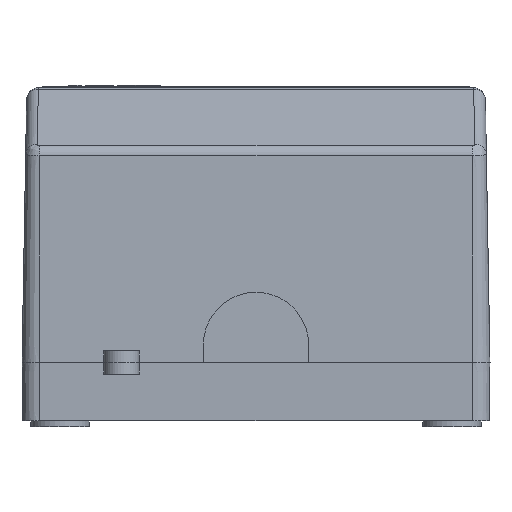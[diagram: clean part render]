
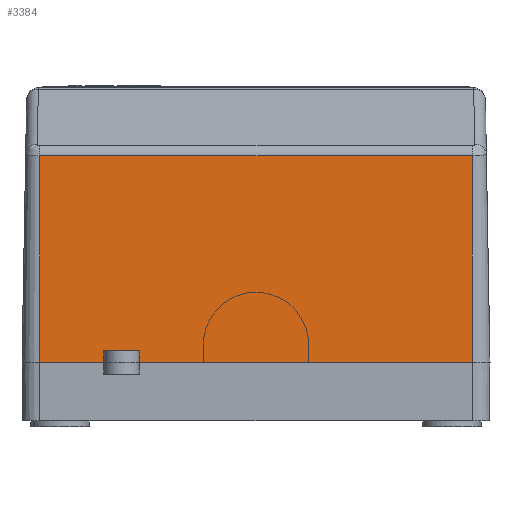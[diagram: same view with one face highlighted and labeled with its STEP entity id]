
A CAD part, front view. The second image highlights one B-rep face of the part: STEP entity #3384.
In plain terms, the highlighted planar face has unit normal (0, -1, 0.018).
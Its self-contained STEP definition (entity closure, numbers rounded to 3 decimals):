
#52 = LINE ( 'NONE', #7862, #6803 ) ;
#90 = CARTESIAN_POINT ( 'NONE',  ( -26., -61.68, 57. ) ) ;
#220 = VECTOR ( 'NONE', #780, 1000. ) ;
#222 = CARTESIAN_POINT ( 'NONE',  ( -26., -62.465, 12. ) ) ;
#279 = EDGE_CURVE ( 'NONE', #3445, #3837, #2213, .T. ) ;
#390 = LINE ( 'NONE', #6093, #5526 ) ;
#603 = VECTOR ( 'NONE', #1535, 1000. ) ;
#780 = DIRECTION ( 'NONE',  ( 0., -0.017, -1. ) ) ;
#956 = DIRECTION ( 'NONE',  ( 0., 0.017, 1. ) ) ;
#1242 = VECTOR ( 'NONE', #3459, 1000. ) ;
#1306 = CARTESIAN_POINT ( 'NONE',  ( 37., -62.5, 10. ) ) ;
#1384 = VERTEX_POINT ( 'NONE', #7504 ) ;
#1474 = ORIENTED_EDGE ( 'NONE', *, *, #2358, .F. ) ;
#1535 = DIRECTION ( 'NONE',  ( 0., -0.017, -1. ) ) ;
#1561 = EDGE_CURVE ( 'NONE', #6712, #8714, #6585, .T. ) ;
#1666 = EDGE_CURVE ( 'NONE', #8714, #1384, #390, .T. ) ;
#2119 = VERTEX_POINT ( 'NONE', #5470 ) ;
#2213 = LINE ( 'NONE', #90, #220 ) ;
#2277 = VERTEX_POINT ( 'NONE', #3394 ) ;
#2358 = EDGE_CURVE ( 'NONE', #2119, #3445, #7631, .T. ) ;
#2625 = ORIENTED_EDGE ( 'NONE', *, *, #1666, .T. ) ;
#2780 = DIRECTION ( 'NONE',  ( -1., 0., 0. ) ) ;
#2882 = DIRECTION ( 'NONE',  ( 0., 0.017, 1. ) ) ;
#3384 = ADVANCED_FACE ( 'NONE', ( #7714 ), #4285, .F. ) ;
#3394 = CARTESIAN_POINT ( 'NONE',  ( -20., -62.5, 10. ) ) ;
#3445 = VERTEX_POINT ( 'NONE', #222 ) ;
#3459 = DIRECTION ( 'NONE',  ( -1., 0., 0. ) ) ;
#3676 = LINE ( 'NONE', #1306, #5676 ) ;
#3795 = ORIENTED_EDGE ( 'NONE', *, *, #4207, .F. ) ;
#3837 = VERTEX_POINT ( 'NONE', #6409 ) ;
#4128 = CARTESIAN_POINT ( 'NONE',  ( -37., -61.883, 45.369 ) ) ;
#4174 = VECTOR ( 'NONE', #2882, 1000. ) ;
#4207 = EDGE_CURVE ( 'NONE', #3837, #1384, #3676, .T. ) ;
#4208 = ORIENTED_EDGE ( 'NONE', *, *, #4833, .F. ) ;
#4285 = PLANE ( 'NONE',  #6248 ) ;
#4500 = DIRECTION ( 'NONE',  ( -1., 0., 0. ) ) ;
#4675 = CARTESIAN_POINT ( 'NONE',  ( 37., -61.883, 45.369 ) ) ;
#4757 = DIRECTION ( 'NONE',  ( 0., -0.017, -1. ) ) ;
#4833 = EDGE_CURVE ( 'NONE', #2277, #2119, #7769, .T. ) ;
#4852 = ORIENTED_EDGE ( 'NONE', *, *, #279, .F. ) ;
#4966 = DIRECTION ( 'NONE',  ( 0., 1., -0.017 ) ) ;
#5406 = ORIENTED_EDGE ( 'NONE', *, *, #1561, .T. ) ;
#5457 = CARTESIAN_POINT ( 'NONE',  ( 37., -61.883, 45.369 ) ) ;
#5470 = CARTESIAN_POINT ( 'NONE',  ( -20., -62.465, 12. ) ) ;
#5526 = VECTOR ( 'NONE', #4757, 1000. ) ;
#5676 = VECTOR ( 'NONE', #5982, 1000. ) ;
#5699 = EDGE_CURVE ( 'NONE', #6712, #6023, #7534, .T. ) ;
#5886 = CARTESIAN_POINT ( 'NONE',  ( 37., -62.5, 10. ) ) ;
#5978 = ORIENTED_EDGE ( 'NONE', *, *, #5699, .F. ) ;
#5982 = DIRECTION ( 'NONE',  ( -1., 0., 0. ) ) ;
#5984 = EDGE_LOOP ( 'NONE', ( #5978, #5406, #2625, #3795, #4852, #1474, #4208, #7045 ) ) ;
#5997 = EDGE_CURVE ( 'NONE', #6023, #2277, #52, .T. ) ;
#6023 = VERTEX_POINT ( 'NONE', #5886 ) ;
#6093 = CARTESIAN_POINT ( 'NONE',  ( -37., -61.68, 57. ) ) ;
#6233 = CARTESIAN_POINT ( 'NONE',  ( 37., -61.68, 57. ) ) ;
#6248 = AXIS2_PLACEMENT_3D ( 'NONE', #6970, #4966, #956 ) ;
#6409 = CARTESIAN_POINT ( 'NONE',  ( -26., -62.5, 10. ) ) ;
#6585 = LINE ( 'NONE', #5457, #1242 ) ;
#6712 = VERTEX_POINT ( 'NONE', #4675 ) ;
#6803 = VECTOR ( 'NONE', #4500, 1000. ) ;
#6851 = CARTESIAN_POINT ( 'NONE',  ( 37., -62.465, 12. ) ) ;
#6970 = CARTESIAN_POINT ( 'NONE',  ( 37., -61.68, 57. ) ) ;
#7045 = ORIENTED_EDGE ( 'NONE', *, *, #5997, .F. ) ;
#7504 = CARTESIAN_POINT ( 'NONE',  ( -37., -62.5, 10. ) ) ;
#7534 = LINE ( 'NONE', #6233, #603 ) ;
#7593 = CARTESIAN_POINT ( 'NONE',  ( -20., -61.68, 57. ) ) ;
#7631 = LINE ( 'NONE', #6851, #8464 ) ;
#7714 = FACE_OUTER_BOUND ( 'NONE', #5984, .T. ) ;
#7769 = LINE ( 'NONE', #7593, #4174 ) ;
#7862 = CARTESIAN_POINT ( 'NONE',  ( 37., -62.5, 10. ) ) ;
#8464 = VECTOR ( 'NONE', #2780, 1000. ) ;
#8714 = VERTEX_POINT ( 'NONE', #4128 ) ;
